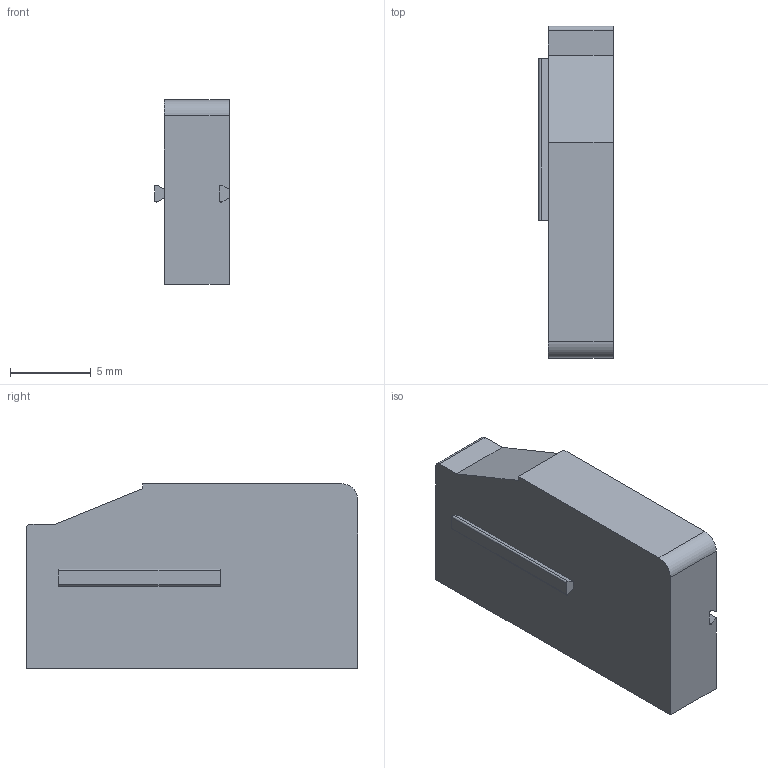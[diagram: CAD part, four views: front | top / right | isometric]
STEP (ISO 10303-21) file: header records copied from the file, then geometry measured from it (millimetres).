
FILE_DESCRIPTION(('CATIA V5 STEP Exchange','CAx-IF Rec.Pracs.--- Model Styling and Organization---1.2---2011-12-15'),'2;1');
FILE_NAME ('D1459562_0_1936430000_1936430000.stp','2018-09-20T16:08:46+00:00',('none'),('Weidmueller'),'CATIA Version 5-6 Release 2014','CATIA V5 STEP AP214','none');
FILE_SCHEMA(('AUTOMOTIVE_DESIGN { 1 0 10303 214 1 1 1 1 }'));
Length unit declared in the file: millimetre
Products named in the file (1): 1936430000
Bounding box: 4.6 x 20.5 x 11.4 mm (x, y, z)
Volume: 539.9 mm3; surface area: 1016.8 mm2
Topology: 1 solids, 1 shells, 39 faces, 105 edges, 70 vertices
Faces by surface type: plane 29, cylinder 10
Entity records: 1217 total; most frequent: CARTESIAN_POINT 214, ORIENTED_EDGE 210, DIRECTION 181, EDGE_CURVE 105, VECTOR 85, LINE 85, VERTEX_POINT 70, AXIS2_PLACEMENT_3D 59
